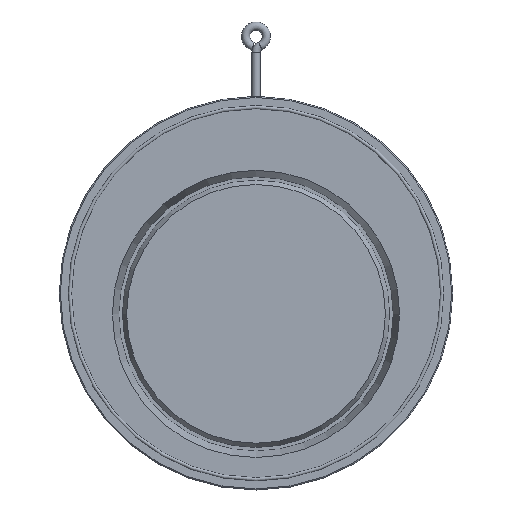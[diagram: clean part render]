
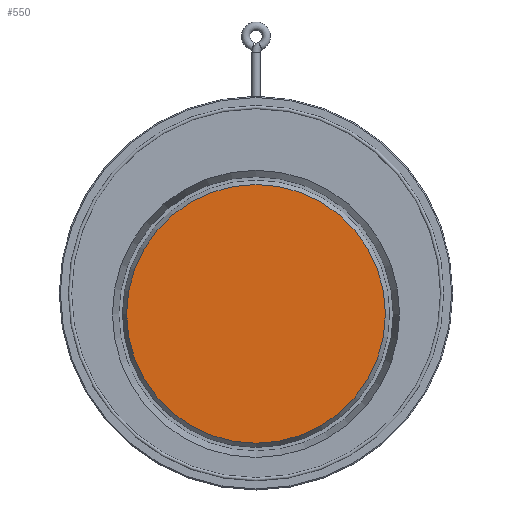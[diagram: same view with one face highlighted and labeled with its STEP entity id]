
A CAD part, top view. The second image highlights one B-rep face of the part: STEP entity #550.
In plain terms, the highlighted planar face has unit normal (0, 0, 1).
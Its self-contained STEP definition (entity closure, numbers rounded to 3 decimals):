
#75 = EDGE_LOOP ( 'NONE', ( #345 ) ) ;
#84 = AXIS2_PLACEMENT_3D ( 'NONE', #505, #629, #606 ) ;
#94 = AXIS2_PLACEMENT_3D ( 'NONE', #332, #237, #272 ) ;
#154 = VERTEX_POINT ( 'NONE', #447 ) ;
#237 = DIRECTION ( 'NONE',  ( 0., 0., -1. ) ) ;
#272 = DIRECTION ( 'NONE',  ( -1., 0., 0. ) ) ;
#332 = CARTESIAN_POINT ( 'NONE',  ( 0., -19.95, -1.505 ) ) ;
#345 = ORIENTED_EDGE ( 'NONE', *, *, #638, .F. ) ;
#408 = PLANE ( 'NONE',  #84 ) ;
#447 = CARTESIAN_POINT ( 'NONE',  ( -124.959, -19.95, -1.505 ) ) ;
#505 = CARTESIAN_POINT ( 'NONE',  ( 0., 105.009, -1.505 ) ) ;
#550 = ADVANCED_FACE ( 'NONE', ( #575 ), #408, .T. ) ;
#575 = FACE_OUTER_BOUND ( 'NONE', #75, .T. ) ;
#606 = DIRECTION ( 'NONE',  ( 1., 0., 0. ) ) ;
#616 = CIRCLE ( 'NONE', #94, 124.959 ) ;
#629 = DIRECTION ( 'NONE',  ( 0., 0., 1. ) ) ;
#638 = EDGE_CURVE ( 'NONE', #154, #154, #616, .T. ) ;
